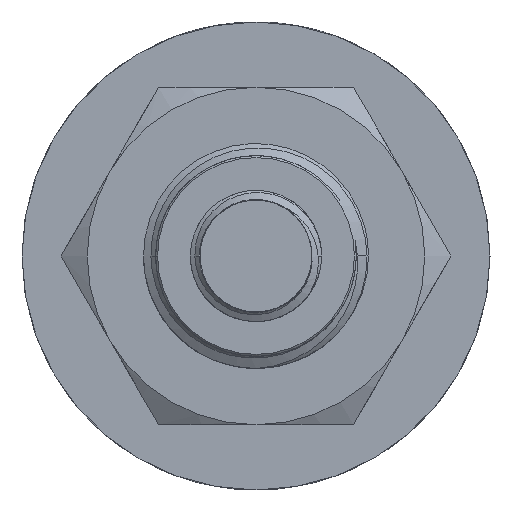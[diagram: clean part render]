
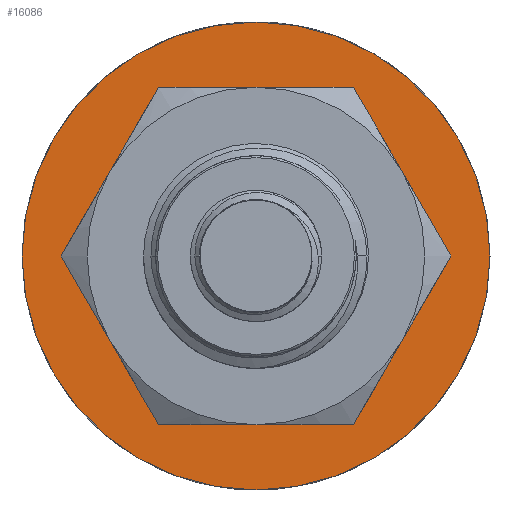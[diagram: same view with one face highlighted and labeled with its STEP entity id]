
A CAD part, left-side view. The second image highlights one B-rep face of the part: STEP entity #16086.
In plain terms, the highlighted planar face has unit normal (-1, 0, 0).
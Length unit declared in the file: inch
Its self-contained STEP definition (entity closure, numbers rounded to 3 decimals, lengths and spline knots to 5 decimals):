
#5261 = ORIENTED_EDGE ( 'NONE', *, *, #12542, .T. ) ;
#5263 = ORIENTED_EDGE ( 'NONE', *, *, #12469, .T. ) ;
#5264 = ORIENTED_EDGE ( 'NONE', *, *, #12467, .T. ) ;
#5273 = ORIENTED_EDGE ( 'NONE', *, *, #12483, .T. ) ;
#6665 = DIRECTION ( 'NONE',  ( 0., 0., -1. ) ) ;
#6666 = DIRECTION ( 'NONE',  ( 1., 0., 0. ) ) ;
#6668 = PLANE ( 'NONE',  #14918 ) ;
#6669 = CARTESIAN_POINT ( 'NONE',  ( -0.59, 0., 0. ) ) ;
#7290 = CARTESIAN_POINT ( 'NONE',  ( -0.59, 0., 0.78 ) ) ;
#7292 = CARTESIAN_POINT ( 'NONE',  ( -0.59, 0., -0.78 ) ) ;
#8240 = CIRCLE ( 'NONE', #13046, 0.78 ) ;
#8279 = CIRCLE ( 'NONE', #12465, 0.78 ) ;
#8283 = CIRCLE ( 'NONE', #13032, 0.375 ) ;
#8684 = EDGE_LOOP ( 'NONE', ( #5261, #5263 ) ) ;
#8690 = EDGE_LOOP ( 'NONE', ( #5273, #5264 ) ) ;
#10211 = VERTEX_POINT ( 'NONE', #10427 ) ;
#10246 = VERTEX_POINT ( 'NONE', #10401 ) ;
#10401 = CARTESIAN_POINT ( 'NONE',  ( -0.59, 0.375, 0. ) ) ;
#10427 = CARTESIAN_POINT ( 'NONE',  ( -0.59, -0.375, 0. ) ) ;
#11671 = CIRCLE ( 'NONE', #13095, 0.375 ) ;
#12182 = FACE_BOUND ( 'NONE', #8684, .T. ) ;
#12190 = FACE_OUTER_BOUND ( 'NONE', #8690, .T. ) ;
#12465 = AXIS2_PLACEMENT_3D ( 'NONE', #13975, #13914, #13901 ) ;
#12467 = EDGE_CURVE ( 'NONE', #14425, #14427, #8279, .T. ) ;
#12469 = EDGE_CURVE ( 'NONE', #10211, #10246, #8283, .T. ) ;
#12483 = EDGE_CURVE ( 'NONE', #14427, #14425, #8240, .T. ) ;
#12542 = EDGE_CURVE ( 'NONE', #10246, #10211, #11671, .T. ) ;
#13032 = AXIS2_PLACEMENT_3D ( 'NONE', #13826, #13822, #13831 ) ;
#13046 = AXIS2_PLACEMENT_3D ( 'NONE', #15117, #14369, #14364 ) ;
#13095 = AXIS2_PLACEMENT_3D ( 'NONE', #15987, #15986, #15985 ) ;
#13822 = DIRECTION ( 'NONE',  ( 1., 0., 0. ) ) ;
#13826 = CARTESIAN_POINT ( 'NONE',  ( -0.59, 0., 0. ) ) ;
#13831 = DIRECTION ( 'NONE',  ( 0., 0., -1. ) ) ;
#13901 = DIRECTION ( 'NONE',  ( 0., 0., 1. ) ) ;
#13914 = DIRECTION ( 'NONE',  ( -1., 0., 0. ) ) ;
#13975 = CARTESIAN_POINT ( 'NONE',  ( -0.59, 0., 0. ) ) ;
#14364 = DIRECTION ( 'NONE',  ( 0., 0., 1. ) ) ;
#14369 = DIRECTION ( 'NONE',  ( -1., 0., 0. ) ) ;
#14425 = VERTEX_POINT ( 'NONE', #7292 ) ;
#14427 = VERTEX_POINT ( 'NONE', #7290 ) ;
#14918 = AXIS2_PLACEMENT_3D ( 'NONE', #6669, #6666, #6665 ) ;
#15117 = CARTESIAN_POINT ( 'NONE',  ( -0.59, 0., 0. ) ) ;
#15985 = DIRECTION ( 'NONE',  ( 0., 0., -1. ) ) ;
#15986 = DIRECTION ( 'NONE',  ( 1., 0., 0. ) ) ;
#15987 = CARTESIAN_POINT ( 'NONE',  ( -0.59, 0., 0. ) ) ;
#16086 = ADVANCED_FACE ( 'NONE', ( #12182, #12190 ), #6668, .F. ) ;
